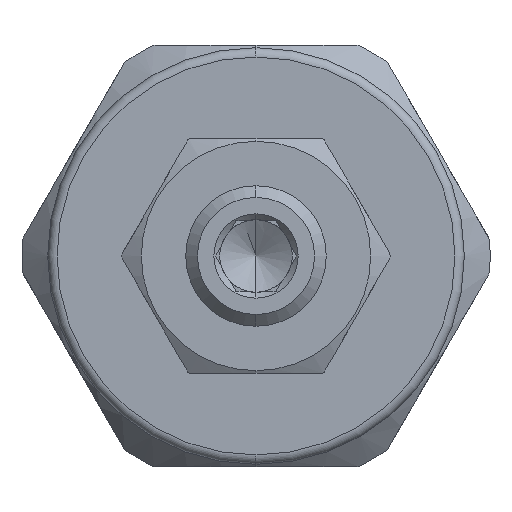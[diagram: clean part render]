
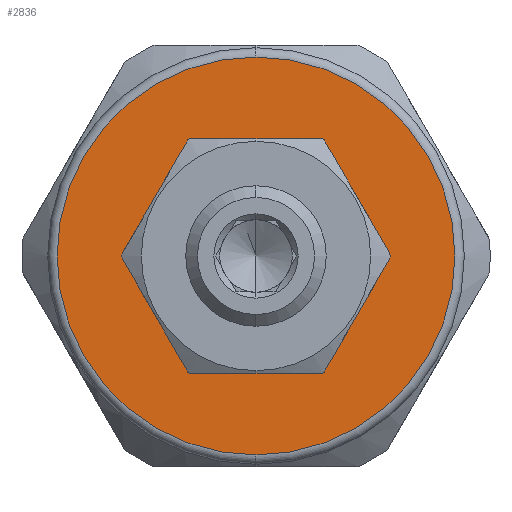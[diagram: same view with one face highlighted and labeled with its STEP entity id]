
A CAD part, left-side view. The second image highlights one B-rep face of the part: STEP entity #2836.
In plain terms, the highlighted planar face has unit normal (-1, 0, 0).
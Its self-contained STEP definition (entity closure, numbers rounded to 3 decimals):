
#433 = AXIS2_PLACEMENT_3D ( 'NONE', #1186, #1187, #1188 ) ;
#435 = FACE_BOUND ( 'NONE', #4404, .T. ) ;
#438 = FACE_OUTER_BOUND ( 'NONE', #4405, .T. ) ;
#479 = AXIS2_PLACEMENT_3D ( 'NONE', #1127, #1128, #1129 ) ;
#490 = AXIS2_PLACEMENT_3D ( 'NONE', #1006, #1007, #1008 ) ;
#498 = AXIS2_PLACEMENT_3D ( 'NONE', #941, #948, #949 ) ;
#941 = CARTESIAN_POINT ( 'NONE',  ( -9.5, 0., 0. ) ) ;
#948 = DIRECTION ( 'NONE',  ( -1., 0., 0. ) ) ;
#949 = DIRECTION ( 'NONE',  ( 0., 0., -1. ) ) ;
#1006 = CARTESIAN_POINT ( 'NONE',  ( -9.5, 0., 0. ) ) ;
#1007 = DIRECTION ( 'NONE',  ( -1., 0., 0. ) ) ;
#1008 = DIRECTION ( 'NONE',  ( 0., 0., -1. ) ) ;
#1127 = CARTESIAN_POINT ( 'NONE',  ( -9.5, 0., 0. ) ) ;
#1128 = DIRECTION ( 'NONE',  ( -1., 0., 0. ) ) ;
#1129 = DIRECTION ( 'NONE',  ( 0., 0., -1. ) ) ;
#1185 = PLANE ( 'NONE',  #433 ) ;
#1186 = CARTESIAN_POINT ( 'NONE',  ( -9.5, 0., 0. ) ) ;
#1187 = DIRECTION ( 'NONE',  ( 1., 0., 0. ) ) ;
#1188 = DIRECTION ( 'NONE',  ( 0., 0., -1. ) ) ;
#2239 = CARTESIAN_POINT ( 'NONE',  ( -9.5, 0., 8.5 ) ) ;
#2262 = CARTESIAN_POINT ( 'NONE',  ( -9.5, 0., -8.5 ) ) ;
#2474 = CARTESIAN_POINT ( 'NONE',  ( -9.5, 0., -4.9 ) ) ;
#2475 = CARTESIAN_POINT ( 'NONE',  ( -9.5, 0., 4.9 ) ) ;
#2690 = EDGE_CURVE ( 'NONE', #4431, #4454, #4222, .T. ) ;
#2782 = EDGE_CURVE ( 'NONE', #4515, #4514, #4259, .T. ) ;
#2795 = EDGE_CURVE ( 'NONE', #4514, #4515, #4267, .T. ) ;
#2822 = EDGE_CURVE ( 'NONE', #4454, #4431, #4274, .T. ) ;
#2836 = ADVANCED_FACE ( 'NONE', ( #438, #435 ), #1185, .F. ) ;
#3575 = AXIS2_PLACEMENT_3D ( 'NONE', #4964, #4965, #4966 ) ;
#4070 = ORIENTED_EDGE ( 'NONE', *, *, #2795, .F. ) ;
#4071 = ORIENTED_EDGE ( 'NONE', *, *, #2690, .T. ) ;
#4072 = ORIENTED_EDGE ( 'NONE', *, *, #2822, .T. ) ;
#4073 = ORIENTED_EDGE ( 'NONE', *, *, #2782, .F. ) ;
#4222 = CIRCLE ( 'NONE', #3575, 8.5 ) ;
#4259 = CIRCLE ( 'NONE', #498, 4.9 ) ;
#4267 = CIRCLE ( 'NONE', #490, 4.9 ) ;
#4274 = CIRCLE ( 'NONE', #479, 8.5 ) ;
#4404 = EDGE_LOOP ( 'NONE', ( #4073, #4070 ) ) ;
#4405 = EDGE_LOOP ( 'NONE', ( #4072, #4071 ) ) ;
#4431 = VERTEX_POINT ( 'NONE', #2239 ) ;
#4454 = VERTEX_POINT ( 'NONE', #2262 ) ;
#4514 = VERTEX_POINT ( 'NONE', #2474 ) ;
#4515 = VERTEX_POINT ( 'NONE', #2475 ) ;
#4964 = CARTESIAN_POINT ( 'NONE',  ( -9.5, 0., 0. ) ) ;
#4965 = DIRECTION ( 'NONE',  ( -1., 0., 0. ) ) ;
#4966 = DIRECTION ( 'NONE',  ( 0., 0., -1. ) ) ;
